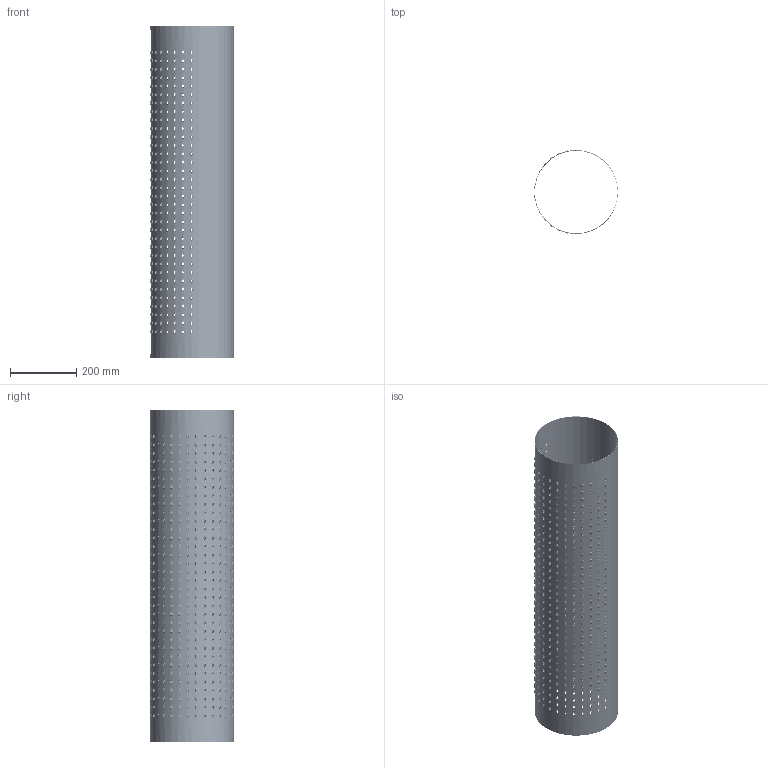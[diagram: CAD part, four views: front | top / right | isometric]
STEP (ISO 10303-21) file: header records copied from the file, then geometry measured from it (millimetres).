
FILE_DESCRIPTION(/* description */ ('Dysplåt'),/* implementation_level */ '2;1');
FILE_NAME(/* name */ 'MO50807.stp',/* time_stamp */ '2017-05-11T06:14:18-07:00',/* author */ ('CAD'),/* organization */ (''),/* preprocessor_version */ 'ST-DEVELOPER v16.5',/* originating_system */ 'Autodesk Inventor 2017',/* authorisation */ '');
FILE_SCHEMA (('AUTOMOTIVE_DESIGN { 1 0 10303 214 3 1 1 }'));
Products named in the file (1): P41-1-AA-05
Bounding box: 252.36 x 254.4 x 1000 mm (x, y, z)
Volume: 481005.8 mm3; surface area: 1580856 mm2
Topology: 1 solids, 1 shells, 9254 faces, 21772 edges, 13064 vertices
Faces by surface type: bspline 6528, plane 2180, cylinder 546
Full cylindrical faces by diameter (mm): 250 x1, 251.2 x1
Entity records: 516887 total; most frequent: CARTESIAN_POINT 339924, ORIENTED_EDGE 43544, EDGE_CURVE 21772, DIRECTION 20702, VERTEX_POINT 13064, LINE 10888, VECTOR 10888, EDGE_LOOP 10886
